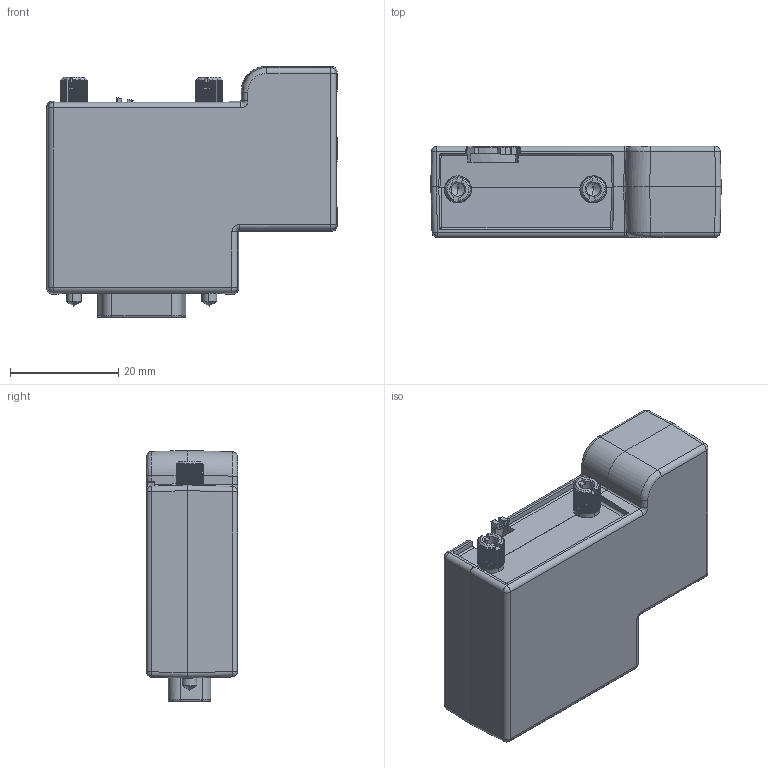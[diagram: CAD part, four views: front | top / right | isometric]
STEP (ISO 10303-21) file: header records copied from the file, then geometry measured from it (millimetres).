
FILE_DESCRIPTION(('CATIA V5 STEP Exchange','CAx-IF Rec.Pracs.--- Model Styling and Organization---1.5--- 2016-08-15','CAx-IF Rec.Pracs.---Supplemental Geometry---1.0---2011-11-01','CAx-IF Rec.Pracs.--- Composite Materials ---1.1---2010-07-15'),'2;1');
FILE_NAME ('414639-2_0', '2025-02-19T06:41:20+00:00', ('none'), ('Weidmueller'), 'CATIA Version 5-6 Release 2022 SP4 HF5', 'CATIA V5 STEP AP214 v3', 'none');
FILE_SCHEMA(('AUTOMOTIVE_DESIGN { 1 0 10303 214 1 1 1 1 }'));
Length unit declared in the file: millimetre
Products named in the file (1): 1550580000
Bounding box: 53.6 x 16.8 x 46.3 mm (x, y, z)
Volume: 29437.1 mm3; surface area: 8004 mm2
Topology: 1 solids, 16 shells, 1212 faces, 3160 edges, 1982 vertices
Faces by surface type: plane 758, cylinder 284, cone 54, extrusion 49, torus 26, bspline 21, sphere 20
Entity records: 36203 total; most frequent: CARTESIAN_POINT 10733, ORIENTED_EDGE 6284, DIRECTION 3539, EDGE_CURVE 3142, VERTEX_POINT 1982, VECTOR 1778, LINE 1729, AXIS2_PLACEMENT_3D 1268
